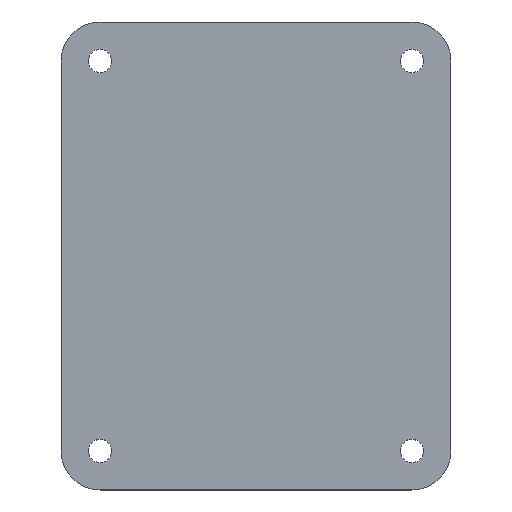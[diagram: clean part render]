
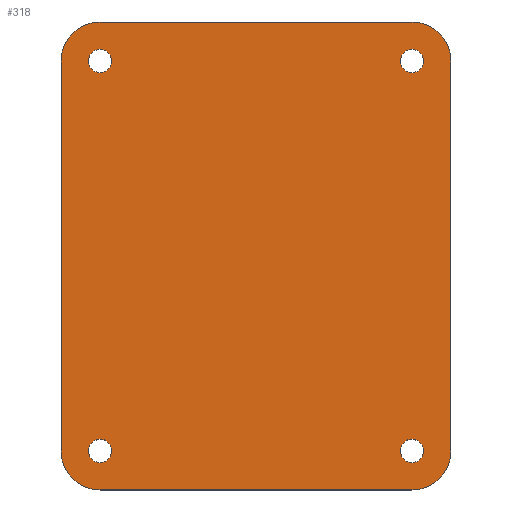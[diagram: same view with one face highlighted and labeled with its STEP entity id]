
A CAD part, top view. The second image highlights one B-rep face of the part: STEP entity #318.
In plain terms, the highlighted planar face has unit normal (0, 0, 1).
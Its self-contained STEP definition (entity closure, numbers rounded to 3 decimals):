
#1 = VECTOR ( 'NONE', #647, 1000. ) ;
#5 = DIRECTION ( 'NONE',  ( 0., 0., 1. ) ) ;
#15 = EDGE_CURVE ( 'NONE', #26, #497, #86, .T. ) ;
#18 = ORIENTED_EDGE ( 'NONE', *, *, #92, .F. ) ;
#22 = ORIENTED_EDGE ( 'NONE', *, *, #43, .F. ) ;
#23 = AXIS2_PLACEMENT_3D ( 'NONE', #394, #445, #602 ) ;
#24 = CIRCLE ( 'NONE', #473, 10. ) ;
#26 = VERTEX_POINT ( 'NONE', #172 ) ;
#30 = EDGE_CURVE ( 'NONE', #211, #277, #241, .T. ) ;
#35 = LINE ( 'NONE', #458, #1 ) ;
#37 = CARTESIAN_POINT ( 'NONE',  ( -77., -6.858, 2. ) ) ;
#43 = EDGE_CURVE ( 'NONE', #146, #116, #222, .T. ) ;
#54 = CARTESIAN_POINT ( 'NONE',  ( 0., 113.142, 2. ) ) ;
#55 = LINE ( 'NONE', #54, #193 ) ;
#58 = DIRECTION ( 'NONE',  ( 0., 0., 1. ) ) ;
#59 = VERTEX_POINT ( 'NONE', #660 ) ;
#64 = FACE_BOUND ( 'NONE', #323, .T. ) ;
#72 = DIRECTION ( 'NONE',  ( 0., 0., 1. ) ) ;
#86 = CIRCLE ( 'NONE', #363, 3. ) ;
#89 = DIRECTION ( 'NONE',  ( 1., 0., 0. ) ) ;
#92 = EDGE_CURVE ( 'NONE', #107, #327, #55, .T. ) ;
#93 = FACE_BOUND ( 'NONE', #186, .T. ) ;
#94 = CARTESIAN_POINT ( 'NONE',  ( -87., 103.142, 2. ) ) ;
#95 = CARTESIAN_POINT ( 'NONE',  ( -80., 3.142, 2. ) ) ;
#96 = ORIENTED_EDGE ( 'NONE', *, *, #547, .F. ) ;
#98 = CARTESIAN_POINT ( 'NONE',  ( -77., 103.142, 2. ) ) ;
#107 = VERTEX_POINT ( 'NONE', #569 ) ;
#108 = CARTESIAN_POINT ( 'NONE',  ( 3., 113.142, 2. ) ) ;
#110 = DIRECTION ( 'NONE',  ( 1., 0., 0. ) ) ;
#113 = CARTESIAN_POINT ( 'NONE',  ( 0., 103.142, 2. ) ) ;
#116 = VERTEX_POINT ( 'NONE', #509 ) ;
#118 = ORIENTED_EDGE ( 'NONE', *, *, #256, .F. ) ;
#119 = AXIS2_PLACEMENT_3D ( 'NONE', #665, #303, #189 ) ;
#123 = CARTESIAN_POINT ( 'NONE',  ( -87., 3.142, 2. ) ) ;
#146 = VERTEX_POINT ( 'NONE', #95 ) ;
#162 = CARTESIAN_POINT ( 'NONE',  ( 0., 0., 2. ) ) ;
#164 = CARTESIAN_POINT ( 'NONE',  ( 3., 3.142, 2. ) ) ;
#166 = VERTEX_POINT ( 'NONE', #94 ) ;
#169 = FACE_OUTER_BOUND ( 'NONE', #273, .T. ) ;
#170 = EDGE_LOOP ( 'NONE', ( #96, #622 ) ) ;
#172 = CARTESIAN_POINT ( 'NONE',  ( -74., 103.142, 2. ) ) ;
#174 = ORIENTED_EDGE ( 'NONE', *, *, #283, .T. ) ;
#175 = CIRCLE ( 'NONE', #406, 3. ) ;
#178 = CARTESIAN_POINT ( 'NONE',  ( -77., 3.142, 2. ) ) ;
#185 = VECTOR ( 'NONE', #373, 1000. ) ;
#186 = EDGE_LOOP ( 'NONE', ( #381, #369 ) ) ;
#187 = EDGE_CURVE ( 'NONE', #497, #26, #265, .T. ) ;
#189 = DIRECTION ( 'NONE',  ( 1., 0., 0. ) ) ;
#193 = VECTOR ( 'NONE', #89, 1000. ) ;
#208 = CARTESIAN_POINT ( 'NONE',  ( 3., 103.142, 2. ) ) ;
#211 = VERTEX_POINT ( 'NONE', #625 ) ;
#213 = CARTESIAN_POINT ( 'NONE',  ( -87., 0., 2. ) ) ;
#218 = CARTESIAN_POINT ( 'NONE',  ( 13., 0., 2. ) ) ;
#222 = CIRCLE ( 'NONE', #431, 3. ) ;
#223 = VERTEX_POINT ( 'NONE', #664 ) ;
#224 = DIRECTION ( 'NONE',  ( 0., 0., 1. ) ) ;
#226 = DIRECTION ( 'NONE',  ( 1., 0., 0. ) ) ;
#227 = AXIS2_PLACEMENT_3D ( 'NONE', #502, #611, #299 ) ;
#241 = CIRCLE ( 'NONE', #329, 3. ) ;
#242 = AXIS2_PLACEMENT_3D ( 'NONE', #164, #474, #110 ) ;
#253 = VERTEX_POINT ( 'NONE', #559 ) ;
#255 = CARTESIAN_POINT ( 'NONE',  ( 3., 3.142, 2. ) ) ;
#256 = EDGE_CURVE ( 'NONE', #59, #223, #477, .T. ) ;
#265 = CIRCLE ( 'NONE', #642, 3. ) ;
#269 = EDGE_CURVE ( 'NONE', #655, #529, #615, .T. ) ;
#273 = EDGE_LOOP ( 'NONE', ( #377, #18, #623, #174, #298, #510, #612, #118 ) ) ;
#277 = VERTEX_POINT ( 'NONE', #113 ) ;
#278 = DIRECTION ( 'NONE',  ( 1., 0., 0. ) ) ;
#283 = EDGE_CURVE ( 'NONE', #166, #619, #328, .T. ) ;
#298 = ORIENTED_EDGE ( 'NONE', *, *, #522, .T. ) ;
#299 = DIRECTION ( 'NONE',  ( 1., 0., 0. ) ) ;
#303 = DIRECTION ( 'NONE',  ( 0., 0., 1. ) ) ;
#310 = FACE_BOUND ( 'NONE', #534, .T. ) ;
#315 = DIRECTION ( 'NONE',  ( 1., 0., 0. ) ) ;
#318 = ADVANCED_FACE ( 'NONE', ( #64, #310, #586, #93, #169 ), #521, .T. ) ;
#321 = EDGE_CURVE ( 'NONE', #327, #59, #570, .T. ) ;
#323 = EDGE_LOOP ( 'NONE', ( #670, #472 ) ) ;
#327 = VERTEX_POINT ( 'NONE', #108 ) ;
#328 = LINE ( 'NONE', #213, #185 ) ;
#329 = AXIS2_PLACEMENT_3D ( 'NONE', #383, #72, #435 ) ;
#333 = DIRECTION ( 'NONE',  ( 1., 0., 0. ) ) ;
#334 = CIRCLE ( 'NONE', #227, 10. ) ;
#344 = VECTOR ( 'NONE', #427, 1000. ) ;
#351 = CIRCLE ( 'NONE', #119, 3. ) ;
#353 = AXIS2_PLACEMENT_3D ( 'NONE', #208, #519, #592 ) ;
#363 = AXIS2_PLACEMENT_3D ( 'NONE', #533, #224, #278 ) ;
#369 = ORIENTED_EDGE ( 'NONE', *, *, #30, .F. ) ;
#370 = DIRECTION ( 'NONE',  ( 1., 0., 0. ) ) ;
#373 = DIRECTION ( 'NONE',  ( 0., -1., 0. ) ) ;
#377 = ORIENTED_EDGE ( 'NONE', *, *, #321, .F. ) ;
#380 = CIRCLE ( 'NONE', #23, 3. ) ;
#381 = ORIENTED_EDGE ( 'NONE', *, *, #595, .F. ) ;
#382 = AXIS2_PLACEMENT_3D ( 'NONE', #162, #58, #370 ) ;
#383 = CARTESIAN_POINT ( 'NONE',  ( 3., 103.142, 2. ) ) ;
#387 = EDGE_CURVE ( 'NONE', #662, #253, #35, .T. ) ;
#394 = CARTESIAN_POINT ( 'NONE',  ( -77., 3.142, 2. ) ) ;
#403 = CARTESIAN_POINT ( 'NONE',  ( 0., 3.142, 2. ) ) ;
#406 = AXIS2_PLACEMENT_3D ( 'NONE', #561, #456, #333 ) ;
#422 = CIRCLE ( 'NONE', #613, 10. ) ;
#427 = DIRECTION ( 'NONE',  ( 0., -1., 0. ) ) ;
#431 = AXIS2_PLACEMENT_3D ( 'NONE', #178, #537, #226 ) ;
#435 = DIRECTION ( 'NONE',  ( 1., 0., 0. ) ) ;
#445 = DIRECTION ( 'NONE',  ( 0., 0., 1. ) ) ;
#446 = EDGE_CURVE ( 'NONE', #116, #146, #380, .T. ) ;
#456 = DIRECTION ( 'NONE',  ( 0., 0., 1. ) ) ;
#458 = CARTESIAN_POINT ( 'NONE',  ( 0., -6.858, 2. ) ) ;
#467 = CARTESIAN_POINT ( 'NONE',  ( -77., 103.142, 2. ) ) ;
#472 = ORIENTED_EDGE ( 'NONE', *, *, #15, .F. ) ;
#473 = AXIS2_PLACEMENT_3D ( 'NONE', #255, #488, #597 ) ;
#474 = DIRECTION ( 'NONE',  ( 0., 0., 1. ) ) ;
#477 = LINE ( 'NONE', #218, #344 ) ;
#488 = DIRECTION ( 'NONE',  ( 0., 0., 1. ) ) ;
#492 = CARTESIAN_POINT ( 'NONE',  ( 6., 3.142, 2. ) ) ;
#494 = CARTESIAN_POINT ( 'NONE',  ( -80., 103.142, 2. ) ) ;
#497 = VERTEX_POINT ( 'NONE', #494 ) ;
#502 = CARTESIAN_POINT ( 'NONE',  ( -77., 3.142, 2. ) ) ;
#509 = CARTESIAN_POINT ( 'NONE',  ( -74., 3.142, 2. ) ) ;
#510 = ORIENTED_EDGE ( 'NONE', *, *, #387, .T. ) ;
#519 = DIRECTION ( 'NONE',  ( 0., 0., -1. ) ) ;
#521 = PLANE ( 'NONE',  #382 ) ;
#522 = EDGE_CURVE ( 'NONE', #619, #662, #334, .T. ) ;
#529 = VERTEX_POINT ( 'NONE', #403 ) ;
#533 = CARTESIAN_POINT ( 'NONE',  ( -77., 103.142, 2. ) ) ;
#534 = EDGE_LOOP ( 'NONE', ( #22, #641 ) ) ;
#537 = DIRECTION ( 'NONE',  ( 0., 0., 1. ) ) ;
#547 = EDGE_CURVE ( 'NONE', #529, #655, #351, .T. ) ;
#559 = CARTESIAN_POINT ( 'NONE',  ( 3., -6.858, 2. ) ) ;
#561 = CARTESIAN_POINT ( 'NONE',  ( 3., 103.142, 2. ) ) ;
#569 = CARTESIAN_POINT ( 'NONE',  ( -77., 113.142, 2. ) ) ;
#570 = CIRCLE ( 'NONE', #353, 10. ) ;
#582 = DIRECTION ( 'NONE',  ( 1., 0., 0. ) ) ;
#586 = FACE_BOUND ( 'NONE', #170, .T. ) ;
#592 = DIRECTION ( 'NONE',  ( 1., 0., 0. ) ) ;
#595 = EDGE_CURVE ( 'NONE', #277, #211, #175, .T. ) ;
#597 = DIRECTION ( 'NONE',  ( 1., 0., 0. ) ) ;
#602 = DIRECTION ( 'NONE',  ( 1., 0., 0. ) ) ;
#611 = DIRECTION ( 'NONE',  ( 0., 0., 1. ) ) ;
#612 = ORIENTED_EDGE ( 'NONE', *, *, #634, .T. ) ;
#613 = AXIS2_PLACEMENT_3D ( 'NONE', #98, #620, #582 ) ;
#615 = CIRCLE ( 'NONE', #242, 3. ) ;
#619 = VERTEX_POINT ( 'NONE', #123 ) ;
#620 = DIRECTION ( 'NONE',  ( 0., 0., 1. ) ) ;
#622 = ORIENTED_EDGE ( 'NONE', *, *, #269, .F. ) ;
#623 = ORIENTED_EDGE ( 'NONE', *, *, #668, .T. ) ;
#625 = CARTESIAN_POINT ( 'NONE',  ( 6., 103.142, 2. ) ) ;
#634 = EDGE_CURVE ( 'NONE', #253, #223, #24, .T. ) ;
#641 = ORIENTED_EDGE ( 'NONE', *, *, #446, .F. ) ;
#642 = AXIS2_PLACEMENT_3D ( 'NONE', #467, #5, #315 ) ;
#647 = DIRECTION ( 'NONE',  ( 1., 0., 0. ) ) ;
#655 = VERTEX_POINT ( 'NONE', #492 ) ;
#660 = CARTESIAN_POINT ( 'NONE',  ( 13., 103.142, 2. ) ) ;
#662 = VERTEX_POINT ( 'NONE', #37 ) ;
#664 = CARTESIAN_POINT ( 'NONE',  ( 13., 3.142, 2. ) ) ;
#665 = CARTESIAN_POINT ( 'NONE',  ( 3., 3.142, 2. ) ) ;
#668 = EDGE_CURVE ( 'NONE', #107, #166, #422, .T. ) ;
#670 = ORIENTED_EDGE ( 'NONE', *, *, #187, .F. ) ;
